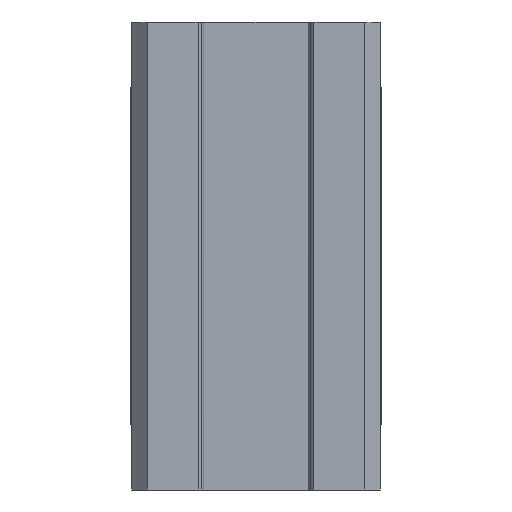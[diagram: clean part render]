
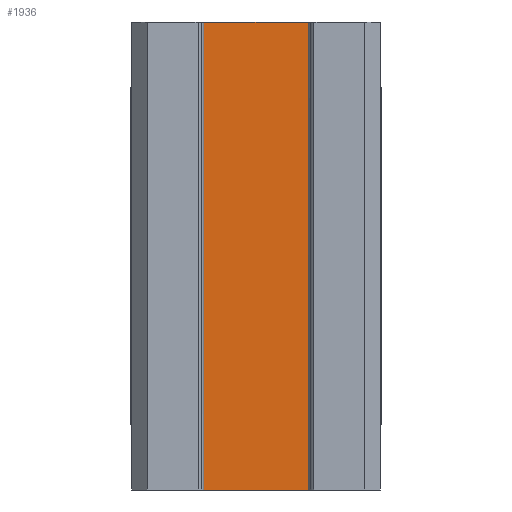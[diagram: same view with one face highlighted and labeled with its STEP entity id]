
A CAD part, front view. The second image highlights one B-rep face of the part: STEP entity #1936.
In plain terms, the highlighted planar face has unit normal (0, -1, 0).
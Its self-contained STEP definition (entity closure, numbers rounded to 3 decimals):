
#72=PLANE('',#2101);
#200=FACE_OUTER_BOUND('',#333,.T.);
#333=EDGE_LOOP('',(#1416,#1417,#1418,#1419));
#462=LINE('',#2860,#650);
#463=LINE('',#2862,#651);
#464=LINE('',#2864,#652);
#465=LINE('',#2865,#653);
#650=VECTOR('',#2355,14.116);
#651=VECTOR('',#2356,59.8);
#652=VECTOR('',#2357,14.116);
#653=VECTOR('',#2358,59.8);
#938=VERTEX_POINT('',#2858);
#939=VERTEX_POINT('',#2859);
#940=VERTEX_POINT('',#2861);
#941=VERTEX_POINT('',#2863);
#1130=EDGE_CURVE('',#938,#939,#462,.T.);
#1131=EDGE_CURVE('',#939,#940,#463,.T.);
#1132=EDGE_CURVE('',#940,#941,#464,.T.);
#1133=EDGE_CURVE('',#941,#938,#465,.T.);
#1416=ORIENTED_EDGE('',*,*,#1130,.T.);
#1417=ORIENTED_EDGE('',*,*,#1131,.T.);
#1418=ORIENTED_EDGE('',*,*,#1132,.T.);
#1419=ORIENTED_EDGE('',*,*,#1133,.T.);
#1936=ADVANCED_FACE('',(#200),#72,.T.);
#2101=AXIS2_PLACEMENT_3D('',#2857,#2353,#2354);
#2353=DIRECTION('center_axis',(0.,-1.,0.));
#2354=DIRECTION('ref_axis',(0.,0.,-1.));
#2355=DIRECTION('',(1.,0.,0.));
#2356=DIRECTION('',(0.,0.,1.));
#2357=DIRECTION('',(-1.,0.,0.));
#2358=DIRECTION('',(0.,0.,-1.));
#2857=CARTESIAN_POINT('Origin',(7.058,2.58,21.55));
#2858=CARTESIAN_POINT('',(-7.058,2.58,-29.9));
#2859=CARTESIAN_POINT('',(7.058,2.58,-29.9));
#2860=CARTESIAN_POINT('',(7.058,2.58,-29.9));
#2861=CARTESIAN_POINT('',(7.058,2.58,29.9));
#2862=CARTESIAN_POINT('',(7.058,2.58,21.55));
#2863=CARTESIAN_POINT('',(-7.058,2.58,29.9));
#2864=CARTESIAN_POINT('',(7.058,2.58,29.9));
#2865=CARTESIAN_POINT('',(-7.058,2.58,21.55));
